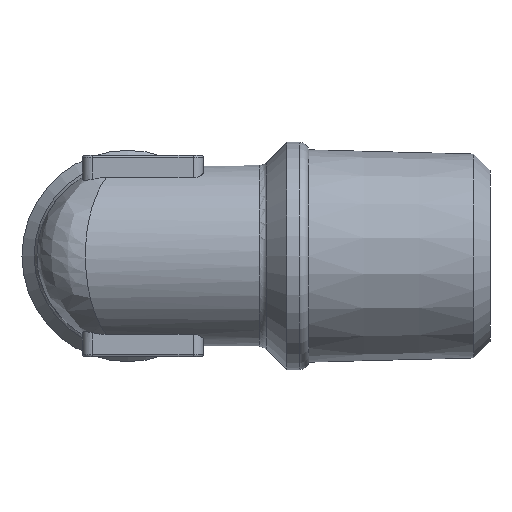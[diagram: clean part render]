
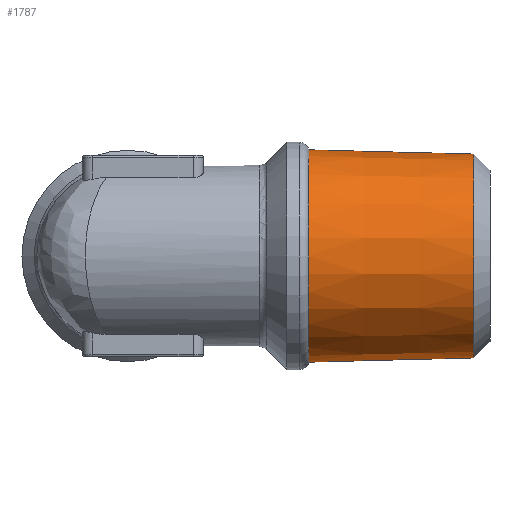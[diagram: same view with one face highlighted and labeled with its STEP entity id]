
A CAD part, left-side view. The second image highlights one B-rep face of the part: STEP entity #1787.
In plain terms, the highlighted conical face has half-angle 1.47 degrees and reference radius 5.275 mm.
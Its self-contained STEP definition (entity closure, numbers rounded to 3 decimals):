
#28=CONICAL_SURFACE('',#1949,5.275,0.026);
#529=ORIENTED_EDGE('',*,*,#703,.T.);
#530=ORIENTED_EDGE('',*,*,#702,.F.);
#702=EDGE_CURVE('',#811,#811,#892,.T.);
#703=EDGE_CURVE('',#812,#812,#893,.T.);
#811=VERTEX_POINT('',#2960);
#812=VERTEX_POINT('',#2963);
#892=CIRCLE('',#1948,5.064);
#893=CIRCLE('',#1950,5.275);
#992=EDGE_LOOP('',(#529));
#993=EDGE_LOOP('',(#530));
#1103=FACE_BOUND('',#992,.T.);
#1104=FACE_BOUND('',#993,.T.);
#1787=ADVANCED_FACE('',(#1103,#1104),#28,.T.);
#1948=AXIS2_PLACEMENT_3D('',#2959,#2315,#2316);
#1949=AXIS2_PLACEMENT_3D('',#2961,#2317,#2318);
#1950=AXIS2_PLACEMENT_3D('',#2962,#2319,#2320);
#2315=DIRECTION('',(0.,-1.,0.));
#2316=DIRECTION('',(0.,0.,-1.));
#2317=DIRECTION('',(0.,1.,0.));
#2318=DIRECTION('',(0.,0.,1.));
#2319=DIRECTION('',(0.,-1.,0.));
#2320=DIRECTION('',(0.,0.,-1.));
#2959=CARTESIAN_POINT('',(0.,-17.2,0.));
#2960=CARTESIAN_POINT('',(0.,-17.2,-5.064));
#2961=CARTESIAN_POINT('',(0.,-9.,0.));
#2962=CARTESIAN_POINT('',(0.,-9.,0.));
#2963=CARTESIAN_POINT('',(0.,-9.,-5.275));
